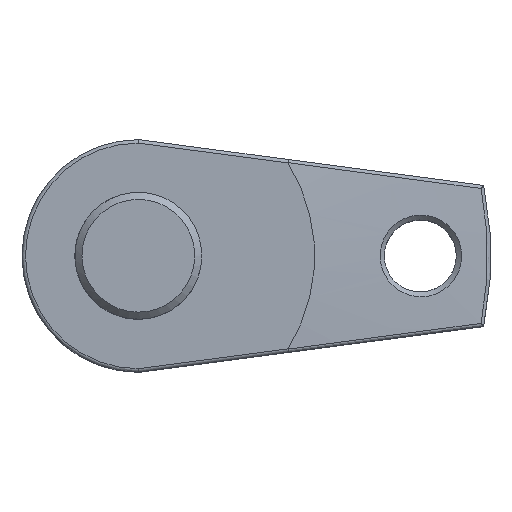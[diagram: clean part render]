
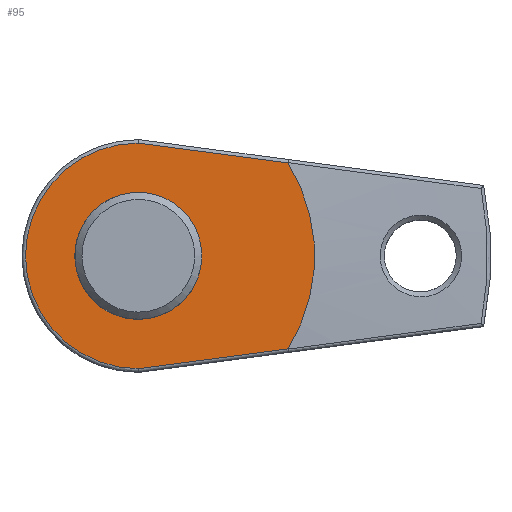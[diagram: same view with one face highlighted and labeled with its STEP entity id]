
A CAD part, top view. The second image highlights one B-rep face of the part: STEP entity #95.
In plain terms, the highlighted planar face has unit normal (0, 0, 1).
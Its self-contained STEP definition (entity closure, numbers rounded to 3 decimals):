
#95 = ADVANCED_FACE( '', ( #156, #157 ), #158, .T. );
#156 = FACE_OUTER_BOUND( '', #337, .T. );
#157 = FACE_BOUND( '', #338, .T. );
#158 = PLANE( '', #339 );
#337 = EDGE_LOOP( '', ( #521, #522, #523, #524 ) );
#338 = EDGE_LOOP( '', ( #525 ) );
#339 = AXIS2_PLACEMENT_3D( '', #526, #527, #528 );
#521 = ORIENTED_EDGE( '', *, *, #624, .T. );
#522 = ORIENTED_EDGE( '', *, *, #622, .T. );
#523 = ORIENTED_EDGE( '', *, *, #603, .T. );
#524 = ORIENTED_EDGE( '', *, *, #618, .T. );
#525 = ORIENTED_EDGE( '', *, *, #609, .F. );
#526 = CARTESIAN_POINT( '', ( 0., 0., 57. ) );
#527 = DIRECTION( '', ( 0., 0., 1. ) );
#528 = DIRECTION( '', ( 1., 0., 0. ) );
#603 = EDGE_CURVE( '', #678, #679, #680, .T. );
#609 = EDGE_CURVE( '', #690, #690, #691, .T. );
#618 = EDGE_CURVE( '', #679, #704, #705, .T. );
#622 = EDGE_CURVE( '', #709, #678, #711, .T. );
#624 = EDGE_CURVE( '', #704, #709, #713, .T. );
#678 = VERTEX_POINT( '', #868 );
#679 = VERTEX_POINT( '', #869 );
#680 = CIRCLE( '', #870, 25. );
#690 = VERTEX_POINT( '', #930 );
#691 = CIRCLE( '', #931, 9. );
#704 = VERTEX_POINT( '', #1105 );
#705 = LINE( '', #1106, #1107 );
#709 = VERTEX_POINT( '', #1117 );
#711 = LINE( '', #1124, #1125 );
#713 = CIRCLE( '', #1127, 16. );
#868 = CARTESIAN_POINT( '', ( 21.246, -13.177, 57. ) );
#869 = CARTESIAN_POINT( '', ( 21.246, 13.177, 57. ) );
#870 = AXIS2_PLACEMENT_3D( '', #1183, #1184, #1185 );
#930 = CARTESIAN_POINT( '', ( 8.922, 1.184, 57. ) );
#931 = AXIS2_PLACEMENT_3D( '', #1189, #1190, #1191 );
#1105 = CARTESIAN_POINT( '', ( -0.033, 16., 57. ) );
#1106 = CARTESIAN_POINT( '', ( -0.066, 16.004, 57. ) );
#1107 = VECTOR( '', #1201, 1000. );
#1117 = CARTESIAN_POINT( '', ( -0.033, -16., 57. ) );
#1124 = CARTESIAN_POINT( '', ( 20.828, -13.232, 57. ) );
#1125 = VECTOR( '', #1203, 1000. );
#1127 = AXIS2_PLACEMENT_3D( '', #1207, #1208, #1209 );
#1183 = CARTESIAN_POINT( '', ( 0., 0., 57. ) );
#1184 = DIRECTION( '', ( 0., 0., 1. ) );
#1185 = DIRECTION( '', ( 1., 0., 0. ) );
#1189 = CARTESIAN_POINT( '', ( 0., 0., 57. ) );
#1190 = DIRECTION( '', ( 0., 0., 1. ) );
#1191 = DIRECTION( '', ( 0.991, 0.132, 0. ) );
#1201 = DIRECTION( '', ( -0.991, 0.132, 0. ) );
#1203 = DIRECTION( '', ( 0.991, 0.132, 0. ) );
#1207 = CARTESIAN_POINT( '', ( 0., 0., 57. ) );
#1208 = DIRECTION( '', ( 0., 0., 1. ) );
#1209 = DIRECTION( '', ( 1., 0., 0. ) );
